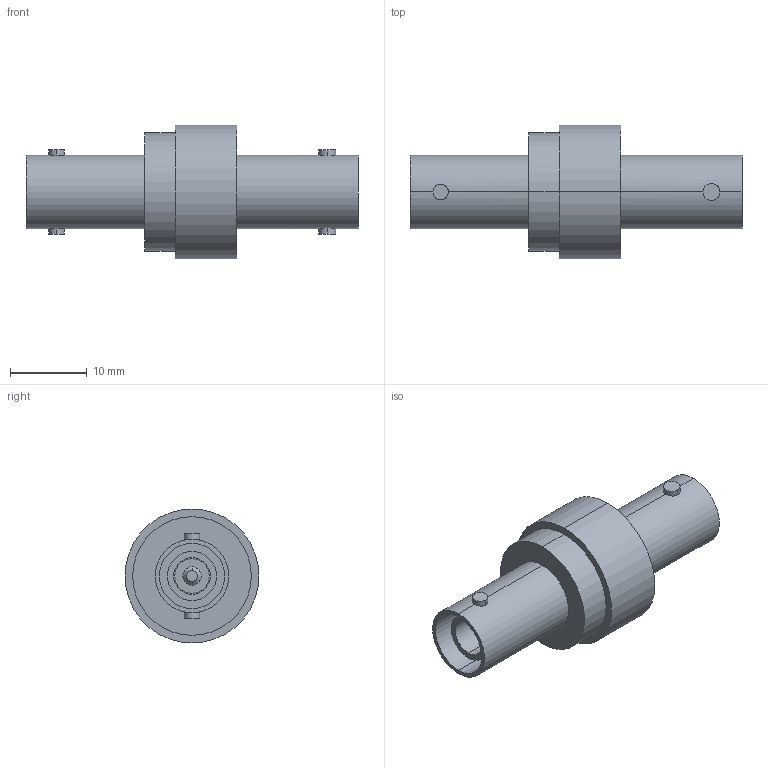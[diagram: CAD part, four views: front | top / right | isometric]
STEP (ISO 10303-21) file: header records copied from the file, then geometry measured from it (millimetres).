
FILE_DESCRIPTION (( 'STEP AP214' ), '1' );
FILE_NAME ('242-SHVDF50.STEP', '2020-02-21T12:58:19', ( '' ), ( '' ), 'SwSTEP 2.0', 'SolidWorks 2017', '' );
FILE_SCHEMA (( 'AUTOMOTIVE_DESIGN' ));
Length unit declared in the file: millimetre
Products named in the file (1): 242-SHVDF50
Bounding box: 43.36 x 17.5 x 17.5 mm (x, y, z)
Volume: 2743.3 mm3; surface area: 4990 mm2
Topology: 1 solids, 2 shells, 70 faces, 156 edges, 104 vertices
Faces by surface type: cylinder 42, plane 22, cone 4, bspline 2
Entity records: 2873 total; most frequent: CARTESIAN_POINT 511, DIRECTION 364, ORIENTED_EDGE 312, AXIS2_PLACEMENT_3D 157, EDGE_CURVE 156, VERTEX_POINT 104, CIRCLE 88, EDGE_LOOP 86
